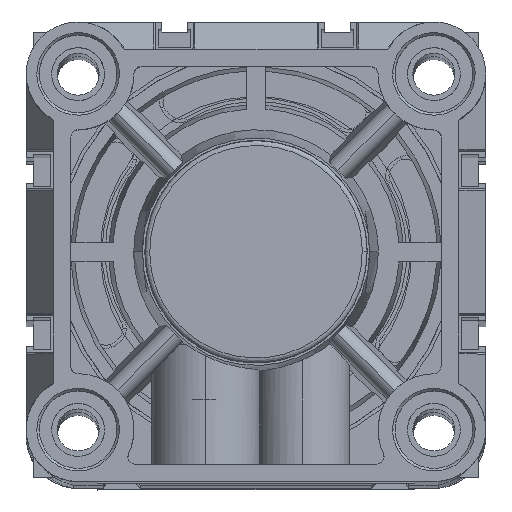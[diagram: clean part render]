
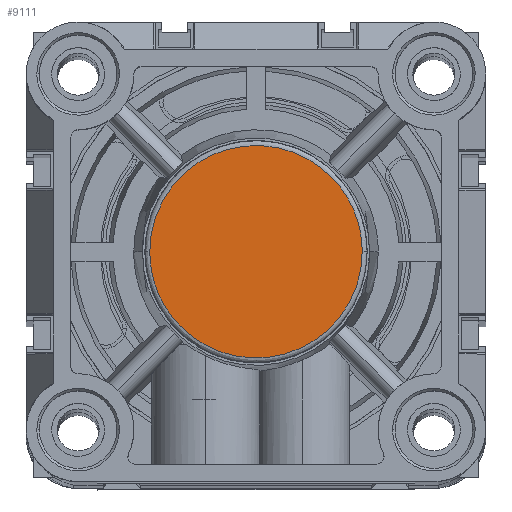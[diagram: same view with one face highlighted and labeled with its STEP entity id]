
A CAD part, top view. The second image highlights one B-rep face of the part: STEP entity #9111.
In plain terms, the highlighted planar face has unit normal (0, 0, 1).
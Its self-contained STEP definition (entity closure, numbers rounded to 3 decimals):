
#1626 = CARTESIAN_POINT ( 'NONE',  ( 62.5, 84., 40. ) ) ;
#3420 = EDGE_CURVE ( 'NONE', #26184, #33834, #32866, .T. ) ;
#6170 = ORIENTED_EDGE ( 'NONE', *, *, #3420, .F. ) ;
#8588 = ORIENTED_EDGE ( 'NONE', *, *, #30634, .F. ) ;
#8970 = CARTESIAN_POINT ( 'NONE',  ( 19.242, 19.242, 40. ) ) ;
#9111 = ADVANCED_FACE ( 'NONE', ( #42673 ), #31194, .T. ) ;
#12590 = CARTESIAN_POINT ( 'NONE',  ( 62.5, -2., 40. ) ) ;
#12658 = CARTESIAN_POINT ( 'NONE',  ( 62.5, 41., 40. ) ) ;
#16324 = CARTESIAN_POINT ( 'NONE',  ( 19.5, 41., 40. ) ) ;
#16339 = CARTESIAN_POINT ( 'NONE',  ( 19.5, -2., 40. ) ) ;
#23911 = DIRECTION ( 'NONE',  ( 1., 0., 0. ) ) ;
#26184 = VERTEX_POINT ( 'NONE', #12658 ) ;
#27497 = CARTESIAN_POINT ( 'NONE',  ( 62.5, 41., 40. ) ) ;
#28219 = CARTESIAN_POINT ( 'NONE',  ( 19.5, 41., 40. ) ) ;
#29267 =( BOUNDED_CURVE ( )  B_SPLINE_CURVE ( 3, ( #16324, #38521, #1626, #27497 ),
 .UNSPECIFIED., .F., .F. ) 
 B_SPLINE_CURVE_WITH_KNOTS ( ( 4, 4 ),
 ( 0., 1. ),
 .UNSPECIFIED. ) 
 CURVE ( )  GEOMETRIC_REPRESENTATION_ITEM ( )  RATIONAL_B_SPLINE_CURVE ( ( 0.957, 0.319, 0.319, 0.957 ) ) 
 REPRESENTATION_ITEM ( '' )  );
#30634 = EDGE_CURVE ( 'NONE', #33834, #26184, #29267, .T. ) ;
#31194 = PLANE ( 'NONE',  #37465 ) ;
#32866 =( BOUNDED_CURVE ( )  B_SPLINE_CURVE ( 3, ( #38542, #12590, #16339, #42204 ),
 .UNSPECIFIED., .F., .T. ) 
 B_SPLINE_CURVE_WITH_KNOTS ( ( 4, 4 ),
 ( 0., 1. ),
 .UNSPECIFIED. ) 
 CURVE ( )  GEOMETRIC_REPRESENTATION_ITEM ( )  RATIONAL_B_SPLINE_CURVE ( ( 0.957, 0.319, 0.319, 0.957 ) ) 
 REPRESENTATION_ITEM ( '' )  );
#33834 = VERTEX_POINT ( 'NONE', #28219 ) ;
#34890 = EDGE_LOOP ( 'NONE', ( #8588, #6170 ) ) ;
#37465 = AXIS2_PLACEMENT_3D ( 'NONE', #8970, #45954, #23911 ) ;
#38521 = CARTESIAN_POINT ( 'NONE',  ( 19.5, 84., 40. ) ) ;
#38542 = CARTESIAN_POINT ( 'NONE',  ( 62.5, 41., 40. ) ) ;
#42204 = CARTESIAN_POINT ( 'NONE',  ( 19.5, 41., 40. ) ) ;
#42673 = FACE_OUTER_BOUND ( 'NONE', #34890, .T. ) ;
#45954 = DIRECTION ( 'NONE',  ( 0., 0., 1. ) ) ;
